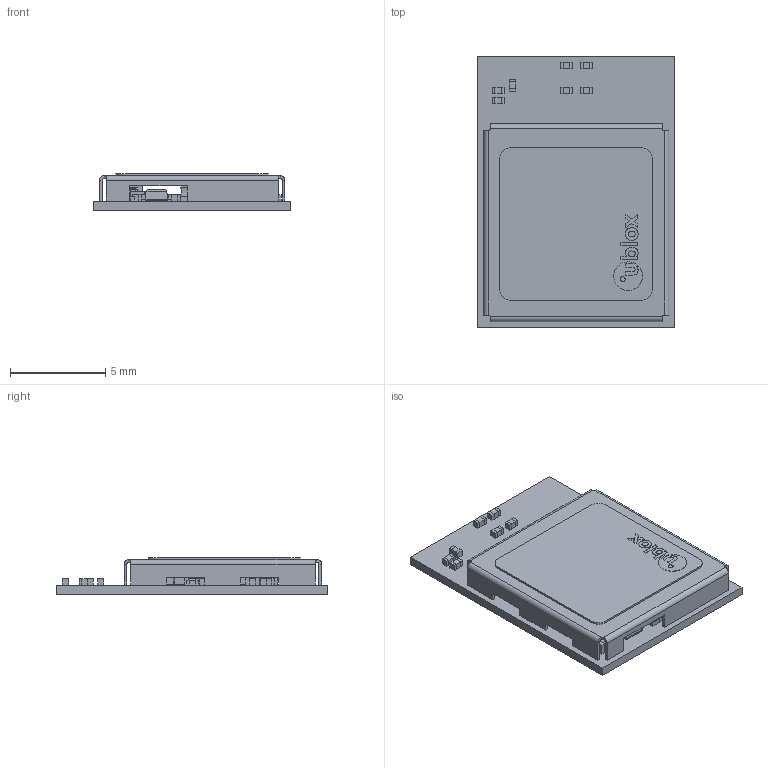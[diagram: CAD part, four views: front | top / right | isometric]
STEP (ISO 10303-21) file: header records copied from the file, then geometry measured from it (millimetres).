
FILE_DESCRIPTION(('Open CASCADE Model'),'2;1');
FILE_NAME('Open CASCADE Shape Model','2021-08-09T14:36:15',('Author'),( 'Open CASCADE'),'Open CASCADE STEP processor 6.8','Open CASCADE 6.8' ,'Unknown');
FILE_SCHEMA(('AUTOMOTIVE_DESIGN { 1 0 10303 214 1 1 1 1 }'));
Length unit declared in the file: millimetre
Products named in the file (112): PCB; Board; Open CASCADE STEP translator 6.8 2.1.1; L9; 6371395024; Extruded; 6371393024; E1; label_with_logo_8x8; label_8x8; logo_full_4mm; logo_x_4mm; logo_o_4mm; logo_l_4mm; logo_b_4mm; logo_u_4mm; MAYA_W1_Shield_UBXH04-0000683; U2; SOT563; LDF; Mold; U8; 6317221488; L8; 6371395264; X1; OSC_(EPSON_REF_FA-128); R13; 6371396224; 6371389584; R12; 6371396464; U5; 6873915424; 6873915264; Cylinder; L6; C49; 6371393744; C48 ...
Assembly tree (339 placements, depth 5):
  PCB
    Board
      Open CASCADE STEP translator 6.8 2.1.1
    L9
      6371395024
        Extruded
      6371393024  x2
        Extruded
    E1
      label_with_logo_8x8
        label_8x8
        logo_full_4mm
          logo_x_4mm
          logo_o_4mm
          logo_l_4mm
          logo_b_4mm
          logo_u_4mm
      MAYA_W1_Shield_UBXH04-0000683
    U2
      SOT563
        LDF
        Mold
    U8
      6317221488
    L8
      6371395264  x2
        Extruded
      6371395024
        Extruded
    X1
      OSC_(EPSON_REF_FA-128)
    R13
      6371396224
        Extruded
      6371389584  x2
        Extruded
    R12
      6371396464  x2
        Extruded
      6371396224
        Extruded
    U5
      6873915424
        Extruded
      6873915264
        Cylinder
    L6
      6371395264  x2
        Extruded
      6371395024
        Extruded
    C49
      6371395264  x2
        Extruded
      6371393744
        Extruded
    C48
      6371393744
        Extruded
      6371395264  x2
Bounding box: 10.4 x 14.3 x 1.96 mm (x, y, z)
Volume: 117.6 mm3; surface area: 977.9 mm2
Topology: 270 solids, 270 shells, 3730 faces, 9415 edges, 6224 vertices
Faces by surface type: plane 3547, bspline 78, cylinder 77, sphere 16, torus 12
Full cylindrical faces by diameter (mm): 0.2 x3
Entity records: 25427 total; most frequent: CARTESIAN_POINT 5817, DIRECTION 3394, ORIENTED_EDGE 3152, EDGE_CURVE 1576, LINE 1260, VECTOR 1260, AXIS2_PLACEMENT_3D 1067, VERTEX_POINT 1006
